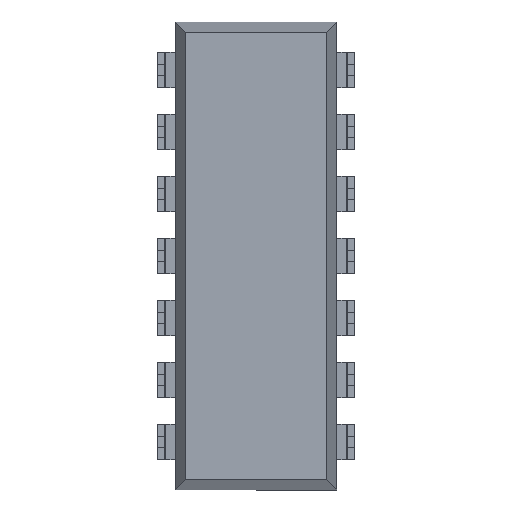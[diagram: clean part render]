
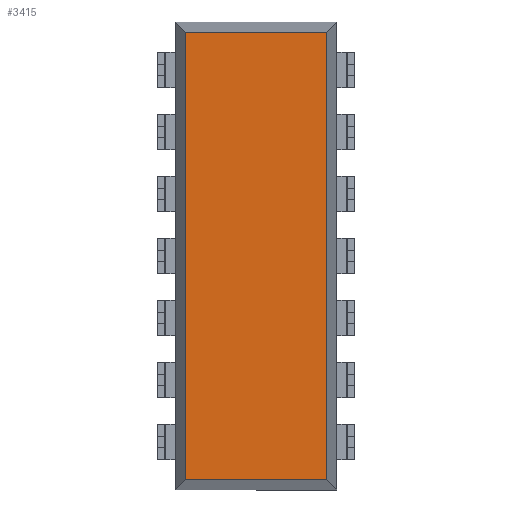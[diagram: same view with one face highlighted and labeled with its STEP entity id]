
A CAD part, front view. The second image highlights one B-rep face of the part: STEP entity #3415.
In plain terms, the highlighted planar face has unit normal (0, -1, 0).
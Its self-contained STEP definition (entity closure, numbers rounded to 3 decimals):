
#342 = LINE ( 'NONE', #4576, #4817 ) ;
#368 = AXIS2_PLACEMENT_3D ( 'NONE', #5543, #5078, #6060 ) ;
#418 = ORIENTED_EDGE ( 'NONE', *, *, #4615, .T. ) ;
#446 = EDGE_CURVE ( 'NONE', #4019, #6671, #1531, .T. ) ;
#804 = EDGE_LOOP ( 'NONE', ( #2285, #418, #2879, #2253 ) ) ;
#1034 = CARTESIAN_POINT ( 'NONE',  ( 2.891, 0.381, 9.178 ) ) ;
#1057 = CARTESIAN_POINT ( 'NONE',  ( -2.891, 0.381, 9.589 ) ) ;
#1376 = VECTOR ( 'NONE', #3093, 1000. ) ;
#1531 = LINE ( 'NONE', #3497, #1376 ) ;
#1915 = VERTEX_POINT ( 'NONE', #3907 ) ;
#2052 = LINE ( 'NONE', #1057, #4530 ) ;
#2253 = ORIENTED_EDGE ( 'NONE', *, *, #5800, .T. ) ;
#2268 = CARTESIAN_POINT ( 'NONE',  ( -2.891, 0.381, 9.178 ) ) ;
#2285 = ORIENTED_EDGE ( 'NONE', *, *, #3116, .T. ) ;
#2711 = DIRECTION ( 'NONE',  ( 0., 0., -1. ) ) ;
#2879 = ORIENTED_EDGE ( 'NONE', *, *, #446, .T. ) ;
#3093 = DIRECTION ( 'NONE',  ( -1., 0., 0. ) ) ;
#3116 = EDGE_CURVE ( 'NONE', #1915, #3934, #3776, .T. ) ;
#3216 = CARTESIAN_POINT ( 'NONE',  ( -3.302, 0.381, -9.178 ) ) ;
#3415 = ADVANCED_FACE ( 'NONE', ( #4077 ), #6637, .T. ) ;
#3497 = CARTESIAN_POINT ( 'NONE',  ( 3.302, 0.381, 9.178 ) ) ;
#3776 = LINE ( 'NONE', #3216, #6036 ) ;
#3907 = CARTESIAN_POINT ( 'NONE',  ( -2.891, 0.381, -9.178 ) ) ;
#3934 = VERTEX_POINT ( 'NONE', #4006 ) ;
#4006 = CARTESIAN_POINT ( 'NONE',  ( 2.891, 0.381, -9.178 ) ) ;
#4019 = VERTEX_POINT ( 'NONE', #1034 ) ;
#4077 = FACE_OUTER_BOUND ( 'NONE', #804, .T. ) ;
#4530 = VECTOR ( 'NONE', #2711, 1000. ) ;
#4576 = CARTESIAN_POINT ( 'NONE',  ( 2.891, 0.381, -9.588 ) ) ;
#4615 = EDGE_CURVE ( 'NONE', #3934, #4019, #342, .T. ) ;
#4630 = DIRECTION ( 'NONE',  ( 1., 0., 0. ) ) ;
#4817 = VECTOR ( 'NONE', #6559, 1000. ) ;
#5078 = DIRECTION ( 'NONE',  ( 0., -1., 0. ) ) ;
#5543 = CARTESIAN_POINT ( 'NONE',  ( 0., 0.381, 0. ) ) ;
#5800 = EDGE_CURVE ( 'NONE', #6671, #1915, #2052, .T. ) ;
#6036 = VECTOR ( 'NONE', #4630, 1000. ) ;
#6060 = DIRECTION ( 'NONE',  ( 0., 0., -1. ) ) ;
#6559 = DIRECTION ( 'NONE',  ( 0., 0., 1. ) ) ;
#6637 = PLANE ( 'NONE',  #368 ) ;
#6671 = VERTEX_POINT ( 'NONE', #2268 ) ;
